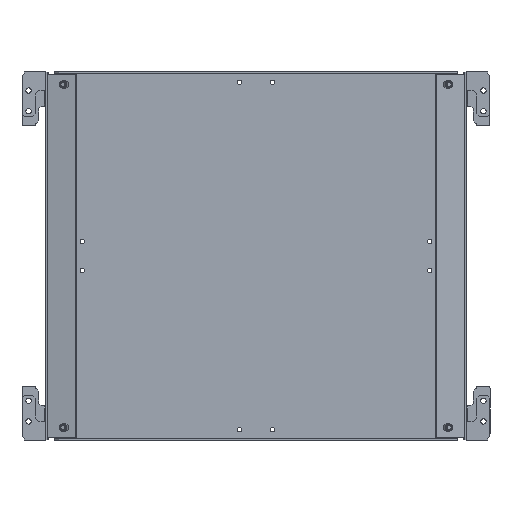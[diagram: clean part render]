
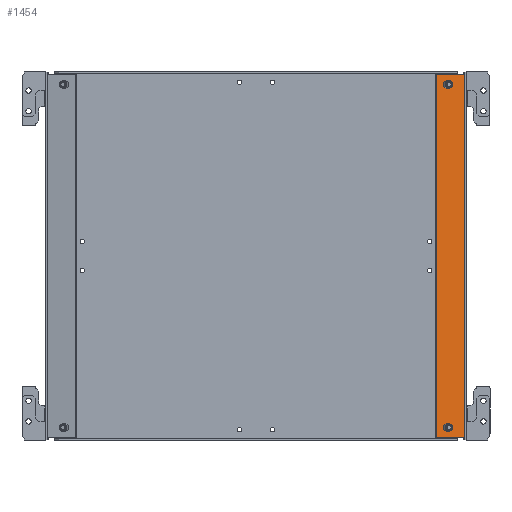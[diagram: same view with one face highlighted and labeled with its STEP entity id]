
A CAD part, left-side view. The second image highlights one B-rep face of the part: STEP entity #1454.
In plain terms, the highlighted planar face has unit normal (-0.985, -0.174, 0).
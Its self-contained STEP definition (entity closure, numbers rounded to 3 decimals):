
#351 = DIRECTION ( 'NONE',  ( 0., 0., 1. ) ) ;
#467 = EDGE_LOOP ( 'NONE', ( #7413, #16748, #18395, #32941, #10243, #15724 ) ) ;
#941 = LINE ( 'NONE', #11292, #25765 ) ;
#992 = CARTESIAN_POINT ( 'NONE',  ( 1100.358, -235.786, 335.127 ) ) ;
#1145 = LINE ( 'NONE', #11500, #31902 ) ;
#1151 = LINE ( 'NONE', #11845, #9722 ) ;
#1454 = ADVANCED_FACE ( 'NONE', ( #8689, #29081, #3278 ), #19053, .T. ) ;
#1614 = CARTESIAN_POINT ( 'NONE',  ( 1097.227, -218.028, 348.79 ) ) ;
#1716 = EDGE_CURVE ( 'NONE', #3013, #29984, #13260, .T. ) ;
#1793 = ORIENTED_EDGE ( 'NONE', *, *, #20730, .F. ) ;
#2776 = CARTESIAN_POINT ( 'NONE',  ( 1102.867, -250.017, -95. ) ) ;
#2933 = DIRECTION ( 'NONE',  ( 0.15, -0.853, -0.5 ) ) ;
#3013 = VERTEX_POINT ( 'NONE', #18101 ) ;
#3234 = EDGE_LOOP ( 'NONE', ( #7037, #11318, #22515, #16032, #19825, #27034 ) ) ;
#3278 = FACE_BOUND ( 'NONE', #32481, .T. ) ;
#3622 = EDGE_CURVE ( 'NONE', #32739, #20613, #10245, .T. ) ;
#3900 = VERTEX_POINT ( 'NONE', #13160 ) ;
#4205 = VECTOR ( 'NONE', #2933, 1000. ) ;
#4216 = LINE ( 'NONE', #27818, #27539 ) ;
#4359 = CARTESIAN_POINT ( 'NONE',  ( 1099.568, -231.306, 327.246 ) ) ;
#4496 = CARTESIAN_POINT ( 'NONE',  ( 1097.227, -218.028, 345. ) ) ;
#4899 = EDGE_CURVE ( 'NONE', #17781, #21912, #23809, .T. ) ;
#4926 = VECTOR ( 'NONE', #10363, 1000. ) ;
#5097 = CARTESIAN_POINT ( 'NONE',  ( 1100.358, -235.786, -79.873 ) ) ;
#5871 = LINE ( 'NONE', #28832, #32477 ) ;
#5921 = VERTEX_POINT ( 'NONE', #2776 ) ;
#6505 = DIRECTION ( 'NONE',  ( 0., 0., 1. ) ) ;
#6518 = DIRECTION ( 'NONE',  ( 0., 0., -1. ) ) ;
#6732 = AXIS2_PLACEMENT_3D ( 'NONE', #9000, #29435, #21748 ) ;
#6934 = CARTESIAN_POINT ( 'NONE',  ( 1100.358, -235.786, -85.127 ) ) ;
#7037 = ORIENTED_EDGE ( 'NONE', *, *, #3622, .T. ) ;
#7413 = ORIENTED_EDGE ( 'NONE', *, *, #7653, .T. ) ;
#7429 = VERTEX_POINT ( 'NONE', #32863 ) ;
#7653 = EDGE_CURVE ( 'NONE', #17703, #30444, #29646, .T. ) ;
#8364 = ORIENTED_EDGE ( 'NONE', *, *, #1716, .F. ) ;
#8684 = ORIENTED_EDGE ( 'NONE', *, *, #11127, .F. ) ;
#8689 = FACE_OUTER_BOUND ( 'NONE', #467, .T. ) ;
#8892 = LINE ( 'NONE', #1614, #18388 ) ;
#9000 = CARTESIAN_POINT ( 'NONE',  ( 1103.304, -252.496, 125. ) ) ;
#9179 = EDGE_CURVE ( 'NONE', #5921, #18335, #5871, .T. ) ;
#9282 = EDGE_CURVE ( 'NONE', #30444, #28006, #8892, .T. ) ;
#9722 = VECTOR ( 'NONE', #17073, 1000. ) ;
#9788 = CARTESIAN_POINT ( 'NONE',  ( 1103.304, -252.496, 345. ) ) ;
#9925 = VERTEX_POINT ( 'NONE', #24625 ) ;
#9927 = DIRECTION ( 'NONE',  ( 0.15, -0.853, 0.5 ) ) ;
#9935 = DIRECTION ( 'NONE',  ( 0.174, -0.985, 0. ) ) ;
#10176 = CARTESIAN_POINT ( 'NONE',  ( 1099.568, -231.306, -87.754 ) ) ;
#10197 = LINE ( 'NONE', #20562, #4926 ) ;
#10233 = EDGE_CURVE ( 'NONE', #31277, #17781, #1151, .T. ) ;
#10243 = ORIENTED_EDGE ( 'NONE', *, *, #31644, .T. ) ;
#10245 = LINE ( 'NONE', #22835, #18760 ) ;
#10363 = DIRECTION ( 'NONE',  ( 0., 0., -1. ) ) ;
#10960 = CARTESIAN_POINT ( 'NONE',  ( 1097.227, -218.028, -95. ) ) ;
#11127 = EDGE_CURVE ( 'NONE', #19557, #12687, #10197, .T. ) ;
#11292 = CARTESIAN_POINT ( 'NONE',  ( 1099.568, -231.306, 337.754 ) ) ;
#11318 = ORIENTED_EDGE ( 'NONE', *, *, #32017, .T. ) ;
#11500 = CARTESIAN_POINT ( 'NONE',  ( 1099.568, -231.306, -77.246 ) ) ;
#11654 = ORIENTED_EDGE ( 'NONE', *, *, #31737, .F. ) ;
#11838 = CARTESIAN_POINT ( 'NONE',  ( 1100.358, -235.786, 335.127 ) ) ;
#11845 = CARTESIAN_POINT ( 'NONE',  ( 1100.358, -235.786, -79.873 ) ) ;
#12230 = LINE ( 'NONE', #10176, #17110 ) ;
#12687 = VERTEX_POINT ( 'NONE', #31385 ) ;
#13077 = EDGE_CURVE ( 'NONE', #7429, #19557, #941, .T. ) ;
#13160 = CARTESIAN_POINT ( 'NONE',  ( 1103.304, -252.496, 345. ) ) ;
#13260 = LINE ( 'NONE', #15786, #19238 ) ;
#15156 = EDGE_CURVE ( 'NONE', #12687, #21926, #20771, .T. ) ;
#15724 = ORIENTED_EDGE ( 'NONE', *, *, #25771, .F. ) ;
#15734 = CARTESIAN_POINT ( 'NONE',  ( 1099.568, -231.306, 327.246 ) ) ;
#15786 = CARTESIAN_POINT ( 'NONE',  ( 1100.358, -235.786, 329.873 ) ) ;
#16032 = ORIENTED_EDGE ( 'NONE', *, *, #4899, .T. ) ;
#16159 = VECTOR ( 'NONE', #32043, 1000. ) ;
#16416 = LINE ( 'NONE', #992, #16159 ) ;
#16530 = CARTESIAN_POINT ( 'NONE',  ( 1103.413, -253.111, 345. ) ) ;
#16588 = DIRECTION ( 'NONE',  ( -0.15, 0.853, -0.5 ) ) ;
#16748 = ORIENTED_EDGE ( 'NONE', *, *, #9282, .T. ) ;
#16751 = DIRECTION ( 'NONE',  ( 0.15, -0.853, -0.5 ) ) ;
#16787 = ORIENTED_EDGE ( 'NONE', *, *, #13077, .F. ) ;
#17039 = LINE ( 'NONE', #29825, #31267 ) ;
#17073 = DIRECTION ( 'NONE',  ( 0., 0., -1. ) ) ;
#17110 = VECTOR ( 'NONE', #22591, 1000. ) ;
#17703 = VERTEX_POINT ( 'NONE', #29743 ) ;
#17781 = VERTEX_POINT ( 'NONE', #6934 ) ;
#17832 = DIRECTION ( 'NONE',  ( 0.174, -0.985, 0. ) ) ;
#17908 = DIRECTION ( 'NONE',  ( 0.15, -0.853, 0.5 ) ) ;
#18101 = CARTESIAN_POINT ( 'NONE',  ( 1100.358, -235.786, 329.873 ) ) ;
#18116 = CARTESIAN_POINT ( 'NONE',  ( 1099.568, -231.306, -77.246 ) ) ;
#18299 = VECTOR ( 'NONE', #9927, 1000. ) ;
#18335 = VERTEX_POINT ( 'NONE', #32779 ) ;
#18388 = VECTOR ( 'NONE', #6518, 1000. ) ;
#18395 = ORIENTED_EDGE ( 'NONE', *, *, #31536, .T. ) ;
#18760 = VECTOR ( 'NONE', #17908, 1000. ) ;
#19053 = PLANE ( 'NONE',  #6732 ) ;
#19238 = VECTOR ( 'NONE', #351, 1000. ) ;
#19557 = VERTEX_POINT ( 'NONE', #20841 ) ;
#19825 = ORIENTED_EDGE ( 'NONE', *, *, #23335, .T. ) ;
#20562 = CARTESIAN_POINT ( 'NONE',  ( 1098.778, -226.825, 335.127 ) ) ;
#20613 = VERTEX_POINT ( 'NONE', #18116 ) ;
#20730 = EDGE_CURVE ( 'NONE', #29984, #7429, #16416, .T. ) ;
#20771 = LINE ( 'NONE', #23506, #4205 ) ;
#20841 = CARTESIAN_POINT ( 'NONE',  ( 1098.778, -226.825, 335.127 ) ) ;
#21005 = VECTOR ( 'NONE', #17832, 1000. ) ;
#21469 = DIRECTION ( 'NONE',  ( 0.174, -0.985, 0. ) ) ;
#21636 = DIRECTION ( 'NONE',  ( -0.15, 0.853, -0.5 ) ) ;
#21748 = DIRECTION ( 'NONE',  ( -0.174, 0.985, 0. ) ) ;
#21796 = DIRECTION ( 'NONE',  ( -0.174, 0.985, 0. ) ) ;
#21882 = ORIENTED_EDGE ( 'NONE', *, *, #15156, .F. ) ;
#21912 = VERTEX_POINT ( 'NONE', #28601 ) ;
#21926 = VERTEX_POINT ( 'NONE', #4359 ) ;
#22515 = ORIENTED_EDGE ( 'NONE', *, *, #10233, .T. ) ;
#22591 = DIRECTION ( 'NONE',  ( -0.15, 0.853, 0.5 ) ) ;
#22835 = CARTESIAN_POINT ( 'NONE',  ( 1098.778, -226.825, -79.873 ) ) ;
#23335 = EDGE_CURVE ( 'NONE', #21912, #9925, #12230, .T. ) ;
#23437 = CARTESIAN_POINT ( 'NONE',  ( 1092.736, -192.56, -95. ) ) ;
#23506 = CARTESIAN_POINT ( 'NONE',  ( 1098.778, -226.825, 329.873 ) ) ;
#23809 = LINE ( 'NONE', #24760, #25108 ) ;
#24625 = CARTESIAN_POINT ( 'NONE',  ( 1098.778, -226.825, -85.127 ) ) ;
#24760 = CARTESIAN_POINT ( 'NONE',  ( 1100.358, -235.786, -85.127 ) ) ;
#25108 = VECTOR ( 'NONE', #16588, 1000. ) ;
#25765 = VECTOR ( 'NONE', #21636, 1000. ) ;
#25771 = EDGE_CURVE ( 'NONE', #17703, #3900, #26804, .T. ) ;
#26804 = LINE ( 'NONE', #9788, #31230 ) ;
#27034 = ORIENTED_EDGE ( 'NONE', *, *, #30687, .T. ) ;
#27539 = VECTOR ( 'NONE', #29886, 1000. ) ;
#27818 = CARTESIAN_POINT ( 'NONE',  ( 1103.304, -252.496, 125. ) ) ;
#28006 = VERTEX_POINT ( 'NONE', #10960 ) ;
#28325 = LINE ( 'NONE', #15734, #18299 ) ;
#28601 = CARTESIAN_POINT ( 'NONE',  ( 1099.568, -231.306, -87.754 ) ) ;
#28817 = VECTOR ( 'NONE', #21796, 1000. ) ;
#28832 = CARTESIAN_POINT ( 'NONE',  ( 1102.867, -250.017, -95. ) ) ;
#29081 = FACE_BOUND ( 'NONE', #3234, .T. ) ;
#29435 = DIRECTION ( 'NONE',  ( -0.985, -0.174, 0. ) ) ;
#29646 = LINE ( 'NONE', #16530, #28817 ) ;
#29743 = CARTESIAN_POINT ( 'NONE',  ( 1102.867, -250.017, 345. ) ) ;
#29825 = CARTESIAN_POINT ( 'NONE',  ( 1098.778, -226.825, -85.127 ) ) ;
#29886 = DIRECTION ( 'NONE',  ( 0., 0., 1. ) ) ;
#29984 = VERTEX_POINT ( 'NONE', #11838 ) ;
#30444 = VERTEX_POINT ( 'NONE', #4496 ) ;
#30687 = EDGE_CURVE ( 'NONE', #9925, #32739, #17039, .T. ) ;
#31230 = VECTOR ( 'NONE', #9935, 1000. ) ;
#31267 = VECTOR ( 'NONE', #6505, 1000. ) ;
#31277 = VERTEX_POINT ( 'NONE', #5097 ) ;
#31342 = CARTESIAN_POINT ( 'NONE',  ( 1098.778, -226.825, -79.873 ) ) ;
#31385 = CARTESIAN_POINT ( 'NONE',  ( 1098.778, -226.825, 329.873 ) ) ;
#31536 = EDGE_CURVE ( 'NONE', #28006, #5921, #33449, .T. ) ;
#31644 = EDGE_CURVE ( 'NONE', #18335, #3900, #4216, .T. ) ;
#31737 = EDGE_CURVE ( 'NONE', #21926, #3013, #28325, .T. ) ;
#31902 = VECTOR ( 'NONE', #16751, 1000. ) ;
#32017 = EDGE_CURVE ( 'NONE', #20613, #31277, #1145, .T. ) ;
#32043 = DIRECTION ( 'NONE',  ( -0.15, 0.853, 0.5 ) ) ;
#32477 = VECTOR ( 'NONE', #21469, 1000. ) ;
#32481 = EDGE_LOOP ( 'NONE', ( #11654, #21882, #8684, #16787, #1793, #8364 ) ) ;
#32739 = VERTEX_POINT ( 'NONE', #31342 ) ;
#32779 = CARTESIAN_POINT ( 'NONE',  ( 1103.304, -252.496, -95. ) ) ;
#32863 = CARTESIAN_POINT ( 'NONE',  ( 1099.568, -231.306, 337.754 ) ) ;
#32941 = ORIENTED_EDGE ( 'NONE', *, *, #9179, .T. ) ;
#33449 = LINE ( 'NONE', #23437, #21005 ) ;
